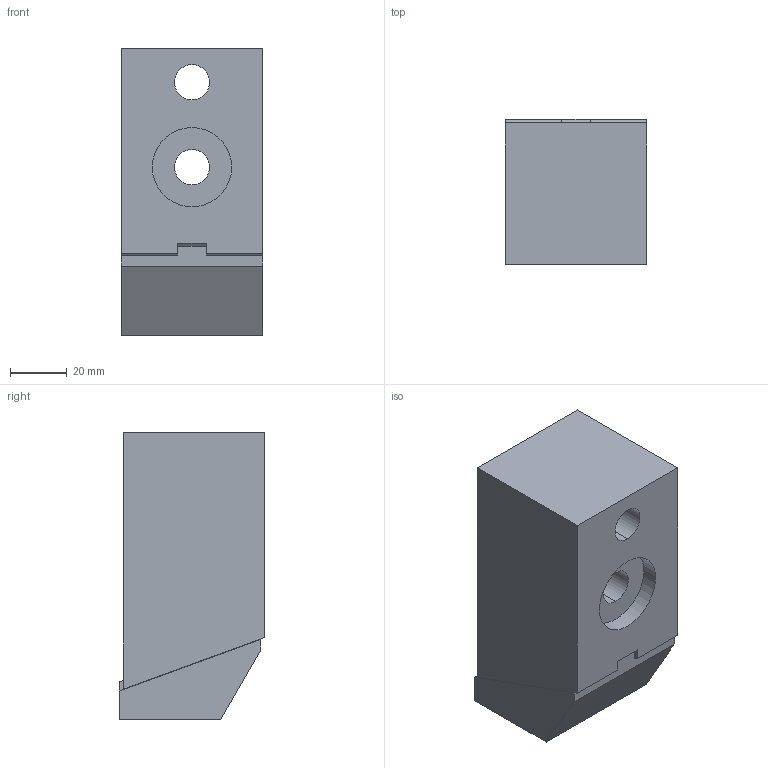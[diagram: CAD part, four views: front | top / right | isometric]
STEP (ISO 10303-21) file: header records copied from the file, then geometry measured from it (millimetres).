
FILE_DESCRIPTION((''),'2;1');
FILE_NAME('ILC15311002','2005-04-21T',('KR'),(''),'PRO/ENGINEER BY PARAMETRIC TECHNOLOGY CORPORATION, 2004290','PRO/ENGINEER BY PARAMETRIC TECHNOLOGY CORPORATION, 2004290','');
FILE_SCHEMA(('AUTOMOTIVE_DESIGN_CC2 { 1 2 10303 214 -1 1 5 2 }'));
Length unit declared in the file: inch
Products named in the file (1): ILC15311002
Bounding box: 50.04 x 51.52 x 101.5 mm (x, y, z)
Volume: 217552.4 mm3; surface area: 35516.2 mm2
Topology: 1 solids, 1 shells, 66 faces, 175 edges, 110 vertices
Faces by surface type: plane 48, cylinder 18
Entity records: 2725 total; most frequent: CARTESIAN_POINT 401, ORIENTED_EDGE 350, DIRECTION 338, PRESENTATION_STYLE_ASSIGNMENT 176, STYLED_ITEM 176, CURVE_STYLE 175, EDGE_CURVE 175, VECTOR 114
